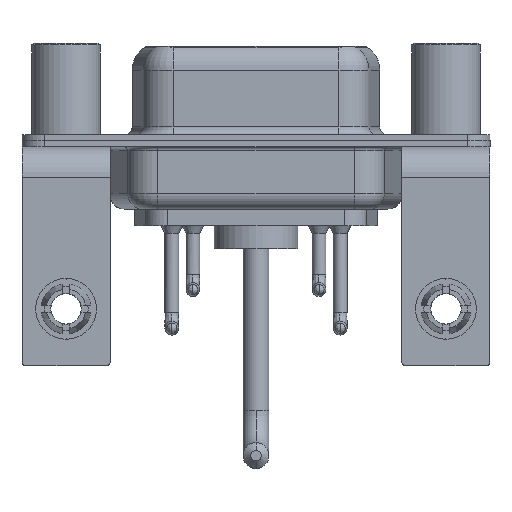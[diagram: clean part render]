
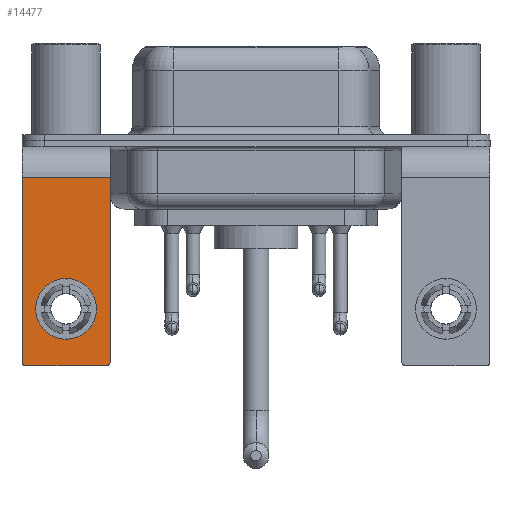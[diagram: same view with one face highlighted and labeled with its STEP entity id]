
A CAD part, front view. The second image highlights one B-rep face of the part: STEP entity #14477.
In plain terms, the highlighted planar face has unit normal (0, -1, 0).
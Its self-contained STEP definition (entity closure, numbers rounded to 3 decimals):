
#247 = DIRECTION ( 'NONE',  ( 0., 0., 1. ) ) ;
#546 = CIRCLE ( 'NONE', #872, 0.25 ) ;
#872 = AXIS2_PLACEMENT_3D ( 'NONE', #20439, #18909, #247 ) ;
#1306 = CARTESIAN_POINT ( 'NONE',  ( -2.9, -6.25, -2.4 ) ) ;
#1939 = CARTESIAN_POINT ( 'NONE',  ( 2.9, -6.25, -2.4 ) ) ;
#2157 = VERTEX_POINT ( 'NONE', #10093 ) ;
#2709 = CIRCLE ( 'NONE', #4383, 0.25 ) ;
#2891 = LINE ( 'NONE', #13970, #10719 ) ;
#4144 = ORIENTED_EDGE ( 'NONE', *, *, #17116, .F. ) ;
#4263 = EDGE_CURVE ( 'NONE', #5605, #12471, #2709, .T. ) ;
#4333 = LINE ( 'NONE', #13845, #13517 ) ;
#4359 = DIRECTION ( 'NONE',  ( 0., 1., 0. ) ) ;
#4383 = AXIS2_PLACEMENT_3D ( 'NONE', #17552, #19313, #5146 ) ;
#5146 = DIRECTION ( 'NONE',  ( 0., 0., 1. ) ) ;
#5448 = ORIENTED_EDGE ( 'NONE', *, *, #7883, .T. ) ;
#5605 = VERTEX_POINT ( 'NONE', #9325 ) ;
#5866 = DIRECTION ( 'NONE',  ( -1., 0., 0. ) ) ;
#5878 = DIRECTION ( 'NONE',  ( 0., 0., 1. ) ) ;
#5883 = EDGE_LOOP ( 'NONE', ( #7461, #17390 ) ) ;
#5996 = CIRCLE ( 'NONE', #15601, 2. ) ;
#6298 = CARTESIAN_POINT ( 'NONE',  ( -2.9, -6.25, -14.55 ) ) ;
#6400 = VECTOR ( 'NONE', #16401, 1000. ) ;
#6932 = EDGE_CURVE ( 'NONE', #19445, #12471, #2891, .T. ) ;
#7138 = VERTEX_POINT ( 'NONE', #6298 ) ;
#7234 = ORIENTED_EDGE ( 'NONE', *, *, #4263, .T. ) ;
#7245 = DIRECTION ( 'NONE',  ( 0., 0., -1. ) ) ;
#7461 = ORIENTED_EDGE ( 'NONE', *, *, #12964, .T. ) ;
#7883 = EDGE_CURVE ( 'NONE', #19445, #2157, #17953, .T. ) ;
#8158 = VERTEX_POINT ( 'NONE', #20312 ) ;
#8870 = AXIS2_PLACEMENT_3D ( 'NONE', #13665, #4359, #15434 ) ;
#8985 = DIRECTION ( 'NONE',  ( 0., 1., 0. ) ) ;
#9325 = CARTESIAN_POINT ( 'NONE',  ( 2.65, -6.25, -14.8 ) ) ;
#10087 = CARTESIAN_POINT ( 'NONE',  ( 2.9, -6.25, -2.4 ) ) ;
#10093 = CARTESIAN_POINT ( 'NONE',  ( -2.9, -6.25, -2.4 ) ) ;
#10719 = VECTOR ( 'NONE', #7245, 1000. ) ;
#12247 = CARTESIAN_POINT ( 'NONE',  ( 0., -6.25, -9.07 ) ) ;
#12471 = VERTEX_POINT ( 'NONE', #16261 ) ;
#12812 = LINE ( 'NONE', #1306, #13815 ) ;
#12964 = EDGE_CURVE ( 'NONE', #15060, #14085, #14441, .T. ) ;
#12982 = DIRECTION ( 'NONE',  ( 0., 1., 0. ) ) ;
#13247 = EDGE_CURVE ( 'NONE', #2157, #7138, #12812, .T. ) ;
#13292 = DIRECTION ( 'NONE',  ( 0., 0., 1. ) ) ;
#13517 = VECTOR ( 'NONE', #5866, 1000. ) ;
#13541 = CARTESIAN_POINT ( 'NONE',  ( 0., -6.25, -11.07 ) ) ;
#13665 = CARTESIAN_POINT ( 'NONE',  ( 2.9, -6.25, -2.4 ) ) ;
#13764 = FACE_BOUND ( 'NONE', #5883, .T. ) ;
#13815 = VECTOR ( 'NONE', #15621, 1000. ) ;
#13845 = CARTESIAN_POINT ( 'NONE',  ( 2.9, -6.25, -14.8 ) ) ;
#13970 = CARTESIAN_POINT ( 'NONE',  ( 2.9, -6.25, -2.4 ) ) ;
#14085 = VERTEX_POINT ( 'NONE', #12247 ) ;
#14121 = AXIS2_PLACEMENT_3D ( 'NONE', #13541, #8985, #5878 ) ;
#14441 = CIRCLE ( 'NONE', #14121, 2. ) ;
#14477 = ADVANCED_FACE ( 'NONE', ( #13764, #17171 ), #19954, .F. ) ;
#14855 = ORIENTED_EDGE ( 'NONE', *, *, #6932, .F. ) ;
#15060 = VERTEX_POINT ( 'NONE', #16433 ) ;
#15384 = EDGE_CURVE ( 'NONE', #7138, #8158, #546, .T. ) ;
#15434 = DIRECTION ( 'NONE',  ( 0., 0., 1. ) ) ;
#15601 = AXIS2_PLACEMENT_3D ( 'NONE', #16487, #12982, #13292 ) ;
#15621 = DIRECTION ( 'NONE',  ( 0., 0., -1. ) ) ;
#16261 = CARTESIAN_POINT ( 'NONE',  ( 2.9, -6.25, -14.55 ) ) ;
#16401 = DIRECTION ( 'NONE',  ( -1., 0., 0. ) ) ;
#16433 = CARTESIAN_POINT ( 'NONE',  ( 0., -6.25, -13.07 ) ) ;
#16487 = CARTESIAN_POINT ( 'NONE',  ( 0., -6.25, -11.07 ) ) ;
#17116 = EDGE_CURVE ( 'NONE', #5605, #8158, #4333, .T. ) ;
#17171 = FACE_OUTER_BOUND ( 'NONE', #19587, .T. ) ;
#17390 = ORIENTED_EDGE ( 'NONE', *, *, #19188, .T. ) ;
#17552 = CARTESIAN_POINT ( 'NONE',  ( 2.65, -6.25, -14.55 ) ) ;
#17953 = LINE ( 'NONE', #10087, #6400 ) ;
#18561 = ORIENTED_EDGE ( 'NONE', *, *, #13247, .T. ) ;
#18909 = DIRECTION ( 'NONE',  ( 0., -1., 0. ) ) ;
#19188 = EDGE_CURVE ( 'NONE', #14085, #15060, #5996, .T. ) ;
#19313 = DIRECTION ( 'NONE',  ( 0., -1., 0. ) ) ;
#19445 = VERTEX_POINT ( 'NONE', #1939 ) ;
#19587 = EDGE_LOOP ( 'NONE', ( #18561, #20352, #4144, #7234, #14855, #5448 ) ) ;
#19954 = PLANE ( 'NONE',  #8870 ) ;
#20312 = CARTESIAN_POINT ( 'NONE',  ( -2.65, -6.25, -14.8 ) ) ;
#20352 = ORIENTED_EDGE ( 'NONE', *, *, #15384, .T. ) ;
#20439 = CARTESIAN_POINT ( 'NONE',  ( -2.65, -6.25, -14.55 ) ) ;
